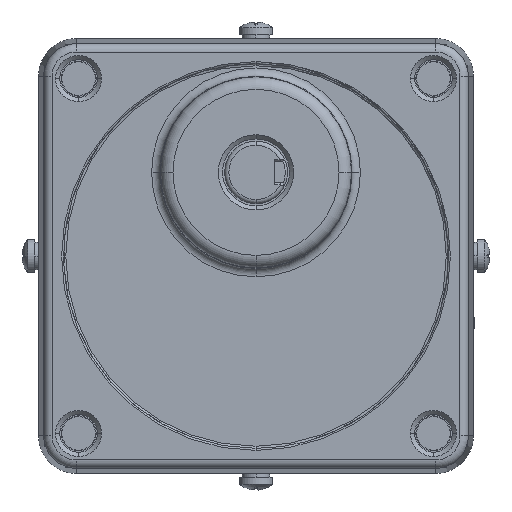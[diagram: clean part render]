
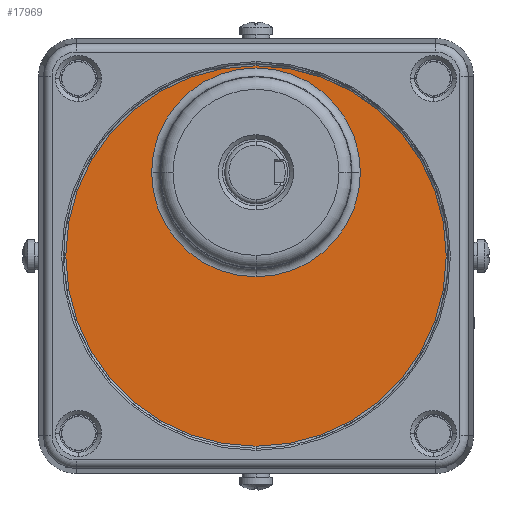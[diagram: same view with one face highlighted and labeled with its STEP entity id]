
A CAD part, left-side view. The second image highlights one B-rep face of the part: STEP entity #17969.
In plain terms, the highlighted planar face has unit normal (-1, 0, 0).
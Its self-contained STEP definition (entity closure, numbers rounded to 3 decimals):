
#467 = CARTESIAN_POINT ( 'NONE',  ( 2949.725, -773.74, -45.491 ) ) ;
#1385 = CARTESIAN_POINT ( 'NONE',  ( 2949.725, -773.74, 0. ) ) ;
#3342 = CARTESIAN_POINT ( 'NONE',  ( 2949.725, -748.775, -20. ) ) ;
#3458 = CIRCLE ( 'NONE', #19649, 45.491 ) ;
#3535 = FACE_OUTER_BOUND ( 'NONE', #22310, .T. ) ;
#3608 = DIRECTION ( 'NONE',  ( 0., 0., -1. ) ) ;
#3749 = DIRECTION ( 'NONE',  ( 0., -1., 0. ) ) ;
#4075 = VERTEX_POINT ( 'NONE', #6312 ) ;
#4260 = CARTESIAN_POINT ( 'NONE',  ( 2949.725, -798.705, -20. ) ) ;
#4377 = AXIS2_PLACEMENT_3D ( 'NONE', #14730, #23647, #3749 ) ;
#6312 = CARTESIAN_POINT ( 'NONE',  ( 2949.725, -773.74, 4.965 ) ) ;
#6602 = CARTESIAN_POINT ( 'NONE',  ( 2949.725, -773.74, -20. ) ) ;
#6749 = DIRECTION ( 'NONE',  ( 1., 0., 0. ) ) ;
#6764 = DIRECTION ( 'NONE',  ( 0., -1., 0. ) ) ;
#7056 = CARTESIAN_POINT ( 'NONE',  ( 2949.725, -773.74, 45.491 ) ) ;
#7419 = VERTEX_POINT ( 'NONE', #3342 ) ;
#8103 = EDGE_CURVE ( 'NONE', #10162, #4075, #21713, .T. ) ;
#9203 = AXIS2_PLACEMENT_3D ( 'NONE', #17759, #26675, #6764 ) ;
#9855 = VERTEX_POINT ( 'NONE', #7056 ) ;
#10162 = VERTEX_POINT ( 'NONE', #4260 ) ;
#10181 = DIRECTION ( 'NONE',  ( -1., 0., 0. ) ) ;
#11868 = AXIS2_PLACEMENT_3D ( 'NONE', #1385, #10181, #19056 ) ;
#12249 = CIRCLE ( 'NONE', #28566, 45.491 ) ;
#12328 = FACE_BOUND ( 'NONE', #19596, .T. ) ;
#13134 = EDGE_CURVE ( 'NONE', #7419, #10162, #28657, .T. ) ;
#14054 = ORIENTED_EDGE ( 'NONE', *, *, #20105, .F. ) ;
#14576 = CARTESIAN_POINT ( 'NONE',  ( 2949.725, -773.74, 0. ) ) ;
#14730 = CARTESIAN_POINT ( 'NONE',  ( 2949.725, -773.74, -20. ) ) ;
#15390 = DIRECTION ( 'NONE',  ( -1., 0., 0. ) ) ;
#15546 = DIRECTION ( 'NONE',  ( 0., 0., 1. ) ) ;
#16044 = AXIS2_PLACEMENT_3D ( 'NONE', #6602, #15390, #24311 ) ;
#16869 = CIRCLE ( 'NONE', #4377, 24.965 ) ;
#17759 = CARTESIAN_POINT ( 'NONE',  ( 2949.725, -773.74, -20. ) ) ;
#17969 = ADVANCED_FACE ( 'NONE', ( #3535, #12328 ), #21224, .T. ) ;
#18931 = ORIENTED_EDGE ( 'NONE', *, *, #13134, .F. ) ;
#19056 = DIRECTION ( 'NONE',  ( 0., 0., 1. ) ) ;
#19596 = EDGE_LOOP ( 'NONE', ( #25686, #18931, #14054 ) ) ;
#19649 = AXIS2_PLACEMENT_3D ( 'NONE', #14576, #23490, #3608 ) ;
#20105 = EDGE_CURVE ( 'NONE', #4075, #7419, #16869, .T. ) ;
#20755 = EDGE_CURVE ( 'NONE', #9855, #24705, #12249, .T. ) ;
#21224 = PLANE ( 'NONE',  #11868 ) ;
#21711 = ORIENTED_EDGE ( 'NONE', *, *, #28162, .F. ) ;
#21713 = CIRCLE ( 'NONE', #9203, 24.965 ) ;
#22310 = EDGE_LOOP ( 'NONE', ( #21711, #25878 ) ) ;
#23490 = DIRECTION ( 'NONE',  ( 1., 0., 0. ) ) ;
#23647 = DIRECTION ( 'NONE',  ( -1., 0., 0. ) ) ;
#24311 = DIRECTION ( 'NONE',  ( 0., 1., 0. ) ) ;
#24705 = VERTEX_POINT ( 'NONE', #467 ) ;
#25686 = ORIENTED_EDGE ( 'NONE', *, *, #8103, .F. ) ;
#25878 = ORIENTED_EDGE ( 'NONE', *, *, #20755, .F. ) ;
#26655 = CARTESIAN_POINT ( 'NONE',  ( 2949.725, -773.74, 0. ) ) ;
#26675 = DIRECTION ( 'NONE',  ( -1., 0., 0. ) ) ;
#28162 = EDGE_CURVE ( 'NONE', #24705, #9855, #3458, .T. ) ;
#28566 = AXIS2_PLACEMENT_3D ( 'NONE', #26655, #6749, #15546 ) ;
#28657 = CIRCLE ( 'NONE', #16044, 24.965 ) ;
